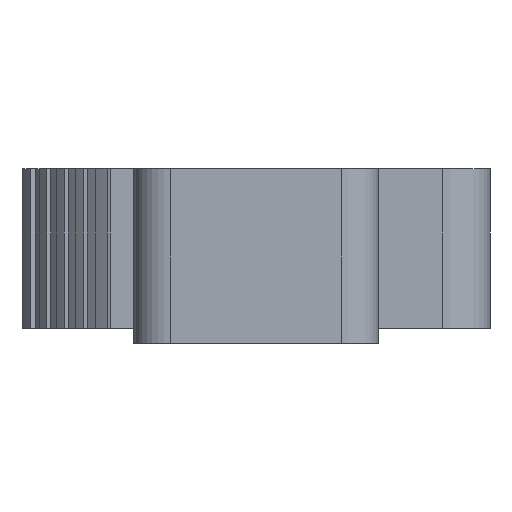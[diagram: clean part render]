
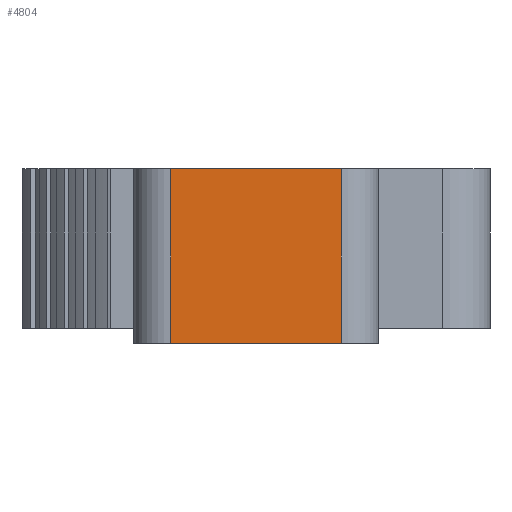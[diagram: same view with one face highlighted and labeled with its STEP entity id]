
A CAD part, front view. The second image highlights one B-rep face of the part: STEP entity #4804.
In plain terms, the highlighted planar face has unit normal (0, -1, 0).
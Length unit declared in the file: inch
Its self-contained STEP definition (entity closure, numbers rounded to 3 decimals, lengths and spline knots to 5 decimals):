
#293 = LINE ( 'NONE', #3539, #302 ) ;
#302 = VECTOR ( 'NONE', #3540, 39.37008 ) ;
#318 = VECTOR ( 'NONE', #3503, 39.37008 ) ;
#322 = LINE ( 'NONE', #3492, #318 ) ;
#616 = EDGE_CURVE ( 'NONE', #3026, #3024, #745, .T. ) ;
#697 = EDGE_CURVE ( 'NONE', #3026, #3034, #322, .T. ) ;
#715 = EDGE_CURVE ( 'NONE', #3024, #3033, #293, .T. ) ;
#743 = VECTOR ( 'NONE', #3344, 39.37008 ) ;
#745 = LINE ( 'NONE', #3336, #743 ) ;
#1713 = FACE_OUTER_BOUND ( 'NONE', #5884, .T. ) ;
#2028 = VECTOR ( 'NONE', #4007, 39.37008 ) ;
#2040 = LINE ( 'NONE', #4006, #2028 ) ;
#2515 = AXIS2_PLACEMENT_3D ( 'NONE', #5156, #5159, #5160 ) ;
#2655 = EDGE_CURVE ( 'NONE', #3034, #3033, #2040, .T. ) ;
#3024 = VERTEX_POINT ( 'NONE', #4493 ) ;
#3026 = VERTEX_POINT ( 'NONE', #4495 ) ;
#3033 = VERTEX_POINT ( 'NONE', #4502 ) ;
#3034 = VERTEX_POINT ( 'NONE', #4503 ) ;
#3336 = CARTESIAN_POINT ( 'NONE',  ( 0.4, -2.26, 0.75 ) ) ;
#3344 = DIRECTION ( 'NONE',  ( -1., 0., 0. ) ) ;
#3492 = CARTESIAN_POINT ( 'NONE',  ( 0.4, -2.26, 0.75 ) ) ;
#3503 = DIRECTION ( 'NONE',  ( 0., 0., -1. ) ) ;
#3539 = CARTESIAN_POINT ( 'NONE',  ( -0.4, -2.26, 0.75 ) ) ;
#3540 = DIRECTION ( 'NONE',  ( 0., 0., -1. ) ) ;
#4006 = CARTESIAN_POINT ( 'NONE',  ( 0.4, -2.26, -0.07 ) ) ;
#4007 = DIRECTION ( 'NONE',  ( -1., 0., 0. ) ) ;
#4493 = CARTESIAN_POINT ( 'NONE',  ( -0.4, -2.26, 0.75 ) ) ;
#4495 = CARTESIAN_POINT ( 'NONE',  ( 0.4, -2.26, 0.75 ) ) ;
#4502 = CARTESIAN_POINT ( 'NONE',  ( -0.4, -2.26, -0.07 ) ) ;
#4503 = CARTESIAN_POINT ( 'NONE',  ( 0.4, -2.26, -0.07 ) ) ;
#4804 = ADVANCED_FACE ( 'NONE', ( #1713 ), #5157, .T. ) ;
#5156 = CARTESIAN_POINT ( 'NONE',  ( 0.4, -2.26, 0.75 ) ) ;
#5157 = PLANE ( 'NONE',  #2515 ) ;
#5159 = DIRECTION ( 'NONE',  ( 0., -1., 0. ) ) ;
#5160 = DIRECTION ( 'NONE',  ( 1., 0., 0. ) ) ;
#5823 = ORIENTED_EDGE ( 'NONE', *, *, #697, .F. ) ;
#5824 = ORIENTED_EDGE ( 'NONE', *, *, #2655, .F. ) ;
#5825 = ORIENTED_EDGE ( 'NONE', *, *, #715, .T. ) ;
#5826 = ORIENTED_EDGE ( 'NONE', *, *, #616, .T. ) ;
#5884 = EDGE_LOOP ( 'NONE', ( #5826, #5825, #5824, #5823 ) ) ;
